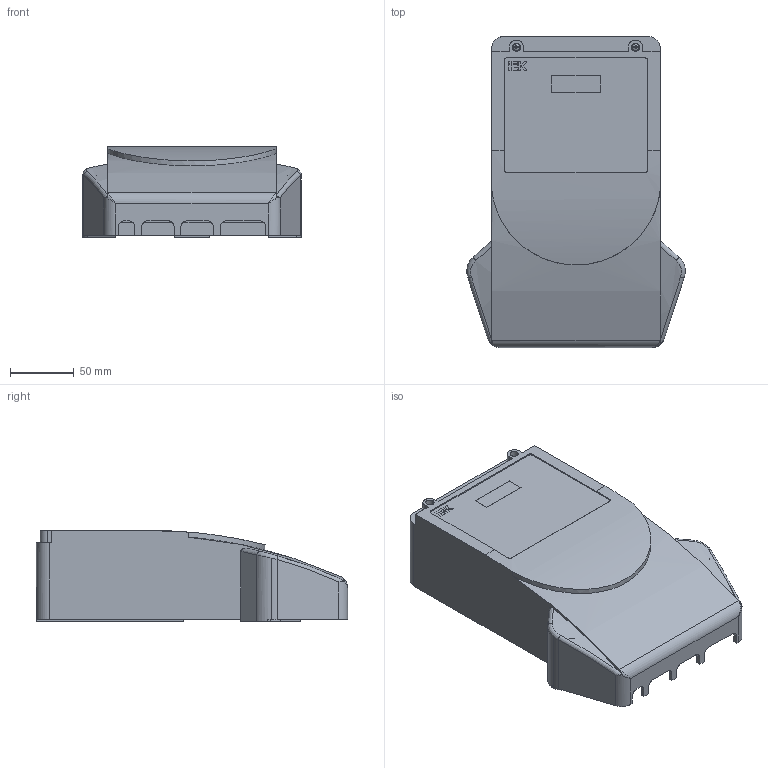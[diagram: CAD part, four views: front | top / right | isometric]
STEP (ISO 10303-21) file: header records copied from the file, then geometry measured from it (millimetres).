
FILE_DESCRIPTION (( 'STEP AP214' ), '1' );
FILE_NAME ('CCE-3C4-1-02-1 Ñ÷åò÷èê ýë. ýíåðãèè òðåõôàçíûé ìíîãîòàðèôíûé STAR 304_1 Ñ4-5(60)Ý 4ØÈÎ.STEP', '2018-03-20T06:48:21', ( 'AutoBVT' ), ( 'Microsoft' ), 'SwSTEP 2.0', 'SolidWorks 2014', '' );
FILE_SCHEMA (( 'AUTOMOTIVE_DESIGN' ));
Length unit declared in the file: millimetre
Products named in the file (1): CCE-3C4-1-02-1 Ñ÷åò÷èê ýë. ýíåðãèè òðåõôàçíûé ìíîãîòàðèôíûé STAR 304_1 Ñ4-5(60)Ý 4ØÈÎ
Bounding box: 172 x 245 x 71.6 mm (x, y, z)
Volume: 1844523.5 mm3; surface area: 144747.9 mm2
Topology: 1 solids, 1 shells, 454 faces, 1220 edges, 782 vertices
Faces by surface type: plane 222, cylinder 172, cone 35, bspline 25
Entity records: 25592 total; most frequent: CARTESIAN_POINT 15344, ORIENTED_EDGE 2420, DIRECTION 1603, EDGE_CURVE 1210, VERTEX_POINT 782, LINE 613, VECTOR 613, B_SPLINE_CURVE_WITH_KNOTS 522
